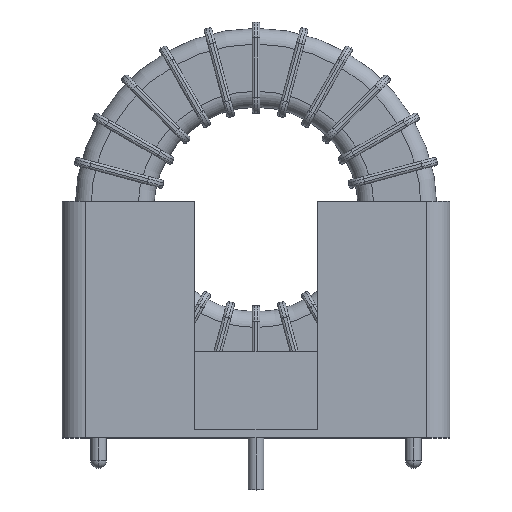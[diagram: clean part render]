
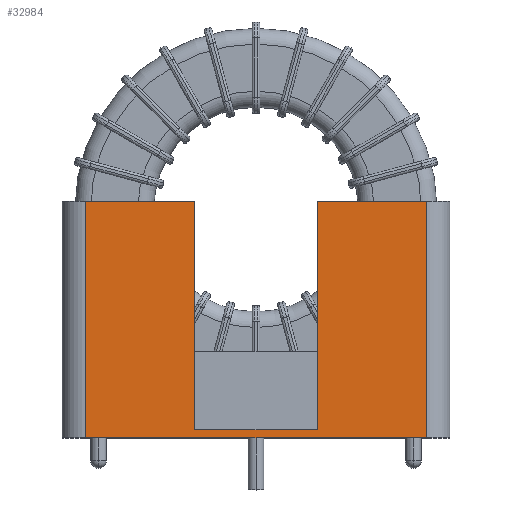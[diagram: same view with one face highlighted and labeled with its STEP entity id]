
A CAD part, top view. The second image highlights one B-rep face of the part: STEP entity #32984.
In plain terms, the highlighted planar face has unit normal (0, 0, 1).
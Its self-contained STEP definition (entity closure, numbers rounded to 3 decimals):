
#2530 = CARTESIAN_POINT ( 'NONE',  ( -10.82, 15., 7.75 ) ) ;
#3248 = LINE ( 'NONE', #14553, #29010 ) ;
#3386 = CARTESIAN_POINT ( 'NONE',  ( -12.32, 15., 7.75 ) ) ;
#3460 = LINE ( 'NONE', #15507, #34918 ) ;
#3647 = EDGE_CURVE ( 'NONE', #5760, #17335, #3460, .T. ) ;
#3702 = CARTESIAN_POINT ( 'NONE',  ( 10.82, 15., 7.75 ) ) ;
#4009 = LINE ( 'NONE', #30891, #47783 ) ;
#5325 = VECTOR ( 'NONE', #47533, 1000. ) ;
#5760 = VERTEX_POINT ( 'NONE', #48051 ) ;
#5763 = EDGE_CURVE ( 'NONE', #37522, #43166, #21669, .T. ) ;
#6190 = EDGE_CURVE ( 'NONE', #15068, #47475, #40079, .T. ) ;
#6810 = CARTESIAN_POINT ( 'NONE',  ( -3.875, 15., 7.75 ) ) ;
#6921 = ORIENTED_EDGE ( 'NONE', *, *, #8049, .F. ) ;
#7516 = EDGE_CURVE ( 'NONE', #47475, #37522, #4009, .T. ) ;
#8049 = EDGE_CURVE ( 'NONE', #15068, #45496, #19387, .T. ) ;
#9049 = LINE ( 'NONE', #17144, #5325 ) ;
#10298 = CARTESIAN_POINT ( 'NONE',  ( 10.82, 0., 7.75 ) ) ;
#10845 = VECTOR ( 'NONE', #46538, 1000. ) ;
#12738 = EDGE_LOOP ( 'NONE', ( #31386, #47057, #17594, #24273, #6921, #13407, #45320, #34018 ) ) ;
#13407 = ORIENTED_EDGE ( 'NONE', *, *, #6190, .T. ) ;
#13600 = CARTESIAN_POINT ( 'NONE',  ( 10.82, 15., 7.75 ) ) ;
#14051 = DIRECTION ( 'NONE',  ( 1., 0., 0. ) ) ;
#14553 = CARTESIAN_POINT ( 'NONE',  ( -3.875, 0.5, 7.75 ) ) ;
#15068 = VERTEX_POINT ( 'NONE', #2530 ) ;
#15507 = CARTESIAN_POINT ( 'NONE',  ( 3.875, 0.5, 7.75 ) ) ;
#16616 = DIRECTION ( 'NONE',  ( 0., 0., -1. ) ) ;
#17144 = CARTESIAN_POINT ( 'NONE',  ( -3.875, 0.5, 7.75 ) ) ;
#17335 = VERTEX_POINT ( 'NONE', #26784 ) ;
#17416 = VECTOR ( 'NONE', #20237, 1000. ) ;
#17594 = ORIENTED_EDGE ( 'NONE', *, *, #32537, .F. ) ;
#19387 = LINE ( 'NONE', #31224, #10845 ) ;
#19431 = FACE_OUTER_BOUND ( 'NONE', #12738, .T. ) ;
#19479 = CARTESIAN_POINT ( 'NONE',  ( -12.32, 15., 7.75 ) ) ;
#19573 = EDGE_CURVE ( 'NONE', #17335, #43166, #42858, .T. ) ;
#20237 = DIRECTION ( 'NONE',  ( 1., 0., 0. ) ) ;
#21669 = LINE ( 'NONE', #13600, #39537 ) ;
#22790 = PLANE ( 'NONE',  #24318 ) ;
#24273 = ORIENTED_EDGE ( 'NONE', *, *, #38273, .T. ) ;
#24318 = AXIS2_PLACEMENT_3D ( 'NONE', #3386, #16616, #41836 ) ;
#25047 = DIRECTION ( 'NONE',  ( 0., -1., 0. ) ) ;
#25938 = CARTESIAN_POINT ( 'NONE',  ( -10.82, 0., 7.75 ) ) ;
#26784 = CARTESIAN_POINT ( 'NONE',  ( 3.875, 15., 7.75 ) ) ;
#28797 = CARTESIAN_POINT ( 'NONE',  ( -10.82, 15., 7.75 ) ) ;
#28957 = DIRECTION ( 'NONE',  ( 0., 1., 0. ) ) ;
#29010 = VECTOR ( 'NONE', #14051, 1000. ) ;
#30891 = CARTESIAN_POINT ( 'NONE',  ( -12.32, 0., 7.75 ) ) ;
#31224 = CARTESIAN_POINT ( 'NONE',  ( -12.32, 15., 7.75 ) ) ;
#31386 = ORIENTED_EDGE ( 'NONE', *, *, #19573, .F. ) ;
#32537 = EDGE_CURVE ( 'NONE', #35335, #5760, #3248, .T. ) ;
#32984 = ADVANCED_FACE ( 'NONE', ( #19431 ), #22790, .F. ) ;
#34018 = ORIENTED_EDGE ( 'NONE', *, *, #5763, .T. ) ;
#34914 = DIRECTION ( 'NONE',  ( 1., 0., 0. ) ) ;
#34918 = VECTOR ( 'NONE', #38144, 1000. ) ;
#35335 = VERTEX_POINT ( 'NONE', #46823 ) ;
#37522 = VERTEX_POINT ( 'NONE', #10298 ) ;
#38144 = DIRECTION ( 'NONE',  ( 0., 1., 0. ) ) ;
#38273 = EDGE_CURVE ( 'NONE', #35335, #45496, #9049, .T. ) ;
#39537 = VECTOR ( 'NONE', #28957, 1000. ) ;
#40079 = LINE ( 'NONE', #28797, #46691 ) ;
#41836 = DIRECTION ( 'NONE',  ( -1., 0., 0. ) ) ;
#42858 = LINE ( 'NONE', #19479, #17416 ) ;
#43166 = VERTEX_POINT ( 'NONE', #3702 ) ;
#45320 = ORIENTED_EDGE ( 'NONE', *, *, #7516, .T. ) ;
#45496 = VERTEX_POINT ( 'NONE', #6810 ) ;
#46538 = DIRECTION ( 'NONE',  ( 1., 0., 0. ) ) ;
#46691 = VECTOR ( 'NONE', #25047, 1000. ) ;
#46823 = CARTESIAN_POINT ( 'NONE',  ( -3.875, 0.5, 7.75 ) ) ;
#47057 = ORIENTED_EDGE ( 'NONE', *, *, #3647, .F. ) ;
#47475 = VERTEX_POINT ( 'NONE', #25938 ) ;
#47533 = DIRECTION ( 'NONE',  ( 0., 1., 0. ) ) ;
#47783 = VECTOR ( 'NONE', #34914, 1000. ) ;
#48051 = CARTESIAN_POINT ( 'NONE',  ( 3.875, 0.5, 7.75 ) ) ;
